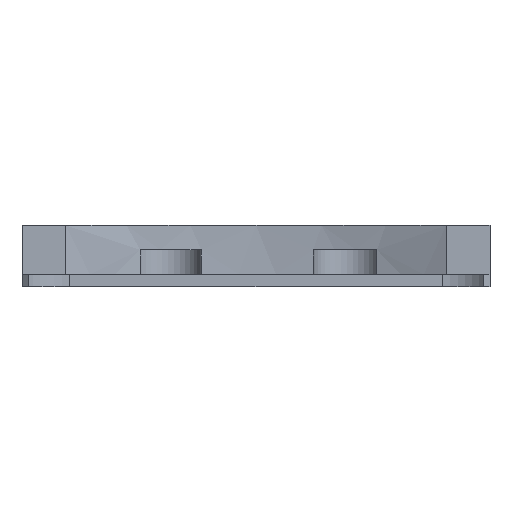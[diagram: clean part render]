
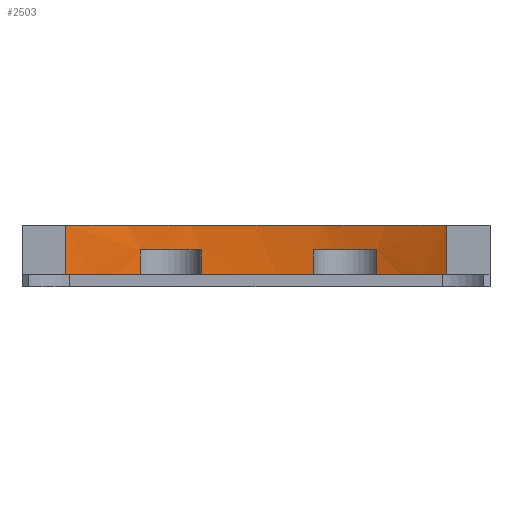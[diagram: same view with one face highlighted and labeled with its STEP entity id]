
A CAD part, front view. The second image highlights one B-rep face of the part: STEP entity #2503.
In plain terms, the highlighted cylindrical face has radius 66.676 mm (diameter 133.351 mm), a partial arc.
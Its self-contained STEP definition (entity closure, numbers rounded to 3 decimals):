
#41 = CARTESIAN_POINT ( 'NONE',  ( 19.699, -24.672, 4. ) ) ;
#59 = VECTOR ( 'NONE', #1650, 1000. ) ;
#92 = CARTESIAN_POINT ( 'NONE',  ( -8.903, -22.292, 4. ) ) ;
#105 = EDGE_CURVE ( 'NONE', #1967, #1068, #2187, .T. ) ;
#114 = CIRCLE ( 'NONE', #1892, 66.676 ) ;
#131 = EDGE_CURVE ( 'NONE', #2493, #1881, #2898, .T. ) ;
#142 = CARTESIAN_POINT ( 'NONE',  ( 0., -88.371, 4. ) ) ;
#152 = VERTEX_POINT ( 'NONE', #92 ) ;
#163 = CARTESIAN_POINT ( 'NONE',  ( -18.873, -24.422, 0. ) ) ;
#190 = LINE ( 'NONE', #235, #2864 ) ;
#235 = CARTESIAN_POINT ( 'NONE',  ( 19.699, -24.672, 2. ) ) ;
#274 = CYLINDRICAL_SURFACE ( 'NONE', #766, 66.676 ) ;
#292 = EDGE_CURVE ( 'NONE', #2792, #2870, #1750, .T. ) ;
#307 = CARTESIAN_POINT ( 'NONE',  ( 0., -88.371, 0. ) ) ;
#334 = DIRECTION ( 'NONE',  ( -1., 0., 0. ) ) ;
#335 = DIRECTION ( 'NONE',  ( 0., 0., -1. ) ) ;
#347 = CARTESIAN_POINT ( 'NONE',  ( 0., -88.371, 0. ) ) ;
#355 = CARTESIAN_POINT ( 'NONE',  ( 30.978, -29.328, 8. ) ) ;
#387 = ORIENTED_EDGE ( 'NONE', *, *, #2773, .F. ) ;
#389 = VERTEX_POINT ( 'NONE', #2751 ) ;
#484 = EDGE_LOOP ( 'NONE', ( #528, #1752, #1212, #2743, #387, #1647, #1457, #2531, #833, #1510, #2398, #967 ) ) ;
#519 = CIRCLE ( 'NONE', #1006, 66.676 ) ;
#528 = ORIENTED_EDGE ( 'NONE', *, *, #2980, .F. ) ;
#587 = AXIS2_PLACEMENT_3D ( 'NONE', #347, #2370, #2385 ) ;
#594 = LINE ( 'NONE', #355, #943 ) ;
#631 = VERTEX_POINT ( 'NONE', #163 ) ;
#669 = CARTESIAN_POINT ( 'NONE',  ( 30.978, -29.328, 0. ) ) ;
#704 = DIRECTION ( 'NONE',  ( 1., 0., 0. ) ) ;
#766 = AXIS2_PLACEMENT_3D ( 'NONE', #2522, #1886, #1380 ) ;
#833 = ORIENTED_EDGE ( 'NONE', *, *, #2280, .F. ) ;
#835 = CARTESIAN_POINT ( 'NONE',  ( 9.303, -22.347, 2. ) ) ;
#853 = CIRCLE ( 'NONE', #2533, 66.676 ) ;
#867 = EDGE_CURVE ( 'NONE', #2640, #2792, #2292, .T. ) ;
#883 = CARTESIAN_POINT ( 'NONE',  ( -8.903, -22.292, 2. ) ) ;
#943 = VECTOR ( 'NONE', #1523, 1000. ) ;
#954 = EDGE_CURVE ( 'NONE', #1068, #631, #853, .T. ) ;
#967 = ORIENTED_EDGE ( 'NONE', *, *, #2257, .T. ) ;
#970 = VECTOR ( 'NONE', #2683, 1000. ) ;
#1006 = AXIS2_PLACEMENT_3D ( 'NONE', #1899, #2608, #334 ) ;
#1068 = VERTEX_POINT ( 'NONE', #1745 ) ;
#1113 = DIRECTION ( 'NONE',  ( 0., 0., 1. ) ) ;
#1154 = CARTESIAN_POINT ( 'NONE',  ( 9.303, -22.347, 4. ) ) ;
#1162 = CARTESIAN_POINT ( 'NONE',  ( 0., -88.371, 0. ) ) ;
#1196 = AXIS2_PLACEMENT_3D ( 'NONE', #142, #2926, #1768 ) ;
#1210 = VECTOR ( 'NONE', #335, 1000. ) ;
#1212 = ORIENTED_EDGE ( 'NONE', *, *, #867, .T. ) ;
#1231 = LINE ( 'NONE', #2267, #1419 ) ;
#1321 = CARTESIAN_POINT ( 'NONE',  ( 9.303, -22.347, 0. ) ) ;
#1323 = DIRECTION ( 'NONE',  ( 1., 0., 0. ) ) ;
#1380 = DIRECTION ( 'NONE',  ( -1., 0., 0. ) ) ;
#1419 = VECTOR ( 'NONE', #1113, 1000. ) ;
#1425 = EDGE_CURVE ( 'NONE', #2917, #2493, #190, .T. ) ;
#1451 = DIRECTION ( 'NONE',  ( 0., 0., -1. ) ) ;
#1457 = ORIENTED_EDGE ( 'NONE', *, *, #131, .T. ) ;
#1510 = ORIENTED_EDGE ( 'NONE', *, *, #105, .T. ) ;
#1523 = DIRECTION ( 'NONE',  ( 0., 0., -1. ) ) ;
#1604 = FACE_OUTER_BOUND ( 'NONE', #484, .T. ) ;
#1647 = ORIENTED_EDGE ( 'NONE', *, *, #1425, .T. ) ;
#1650 = DIRECTION ( 'NONE',  ( 0., 0., -1. ) ) ;
#1740 = CARTESIAN_POINT ( 'NONE',  ( -8.903, -22.292, 0. ) ) ;
#1745 = CARTESIAN_POINT ( 'NONE',  ( -30.978, -29.328, 0. ) ) ;
#1750 = LINE ( 'NONE', #835, #970 ) ;
#1752 = ORIENTED_EDGE ( 'NONE', *, *, #2400, .T. ) ;
#1768 = DIRECTION ( 'NONE',  ( -1., 0., 0. ) ) ;
#1803 = EDGE_CURVE ( 'NONE', #389, #1881, #594, .T. ) ;
#1812 = DIRECTION ( 'NONE',  ( 0., 0., -1. ) ) ;
#1881 = VERTEX_POINT ( 'NONE', #669 ) ;
#1886 = DIRECTION ( 'NONE',  ( 0., 0., -1. ) ) ;
#1892 = AXIS2_PLACEMENT_3D ( 'NONE', #2508, #1812, #1323 ) ;
#1893 = DIRECTION ( 'NONE',  ( 1., 0., 0. ) ) ;
#1899 = CARTESIAN_POINT ( 'NONE',  ( 0., -88.371, 4. ) ) ;
#1967 = VERTEX_POINT ( 'NONE', #2221 ) ;
#2059 = DIRECTION ( 'NONE',  ( 0., 0., -1. ) ) ;
#2073 = DIRECTION ( 'NONE',  ( 0., 0., -1. ) ) ;
#2187 = LINE ( 'NONE', #2596, #1210 ) ;
#2221 = CARTESIAN_POINT ( 'NONE',  ( -30.978, -29.328, 8. ) ) ;
#2257 = EDGE_CURVE ( 'NONE', #631, #2787, #1231, .T. ) ;
#2267 = CARTESIAN_POINT ( 'NONE',  ( -18.873, -24.422, 2. ) ) ;
#2280 = EDGE_CURVE ( 'NONE', #1967, #389, #114, .T. ) ;
#2292 = CIRCLE ( 'NONE', #2717, 66.676 ) ;
#2349 = CIRCLE ( 'NONE', #1196, 66.676 ) ;
#2370 = DIRECTION ( 'NONE',  ( 0., 0., -1. ) ) ;
#2385 = DIRECTION ( 'NONE',  ( 1., 0., 0. ) ) ;
#2398 = ORIENTED_EDGE ( 'NONE', *, *, #954, .T. ) ;
#2400 = EDGE_CURVE ( 'NONE', #152, #2640, #2940, .T. ) ;
#2493 = VERTEX_POINT ( 'NONE', #2790 ) ;
#2503 = ADVANCED_FACE ( 'NONE', ( #1604 ), #274, .F. ) ;
#2508 = CARTESIAN_POINT ( 'NONE',  ( 0., -88.371, 8. ) ) ;
#2522 = CARTESIAN_POINT ( 'NONE',  ( 0., -88.371, 8. ) ) ;
#2531 = ORIENTED_EDGE ( 'NONE', *, *, #1803, .F. ) ;
#2533 = AXIS2_PLACEMENT_3D ( 'NONE', #307, #1451, #1893 ) ;
#2596 = CARTESIAN_POINT ( 'NONE',  ( -30.978, -29.328, 8. ) ) ;
#2608 = DIRECTION ( 'NONE',  ( 0., 0., 1. ) ) ;
#2640 = VERTEX_POINT ( 'NONE', #1740 ) ;
#2683 = DIRECTION ( 'NONE',  ( 0., 0., 1. ) ) ;
#2717 = AXIS2_PLACEMENT_3D ( 'NONE', #1162, #2073, #704 ) ;
#2743 = ORIENTED_EDGE ( 'NONE', *, *, #292, .T. ) ;
#2751 = CARTESIAN_POINT ( 'NONE',  ( 30.978, -29.328, 8. ) ) ;
#2773 = EDGE_CURVE ( 'NONE', #2917, #2870, #2349, .T. ) ;
#2787 = VERTEX_POINT ( 'NONE', #2899 ) ;
#2790 = CARTESIAN_POINT ( 'NONE',  ( 19.699, -24.672, 0. ) ) ;
#2792 = VERTEX_POINT ( 'NONE', #1321 ) ;
#2864 = VECTOR ( 'NONE', #2059, 1000. ) ;
#2870 = VERTEX_POINT ( 'NONE', #1154 ) ;
#2898 = CIRCLE ( 'NONE', #587, 66.676 ) ;
#2899 = CARTESIAN_POINT ( 'NONE',  ( -18.873, -24.422, 4. ) ) ;
#2917 = VERTEX_POINT ( 'NONE', #41 ) ;
#2926 = DIRECTION ( 'NONE',  ( 0., 0., 1. ) ) ;
#2940 = LINE ( 'NONE', #883, #59 ) ;
#2980 = EDGE_CURVE ( 'NONE', #152, #2787, #519, .T. ) ;
